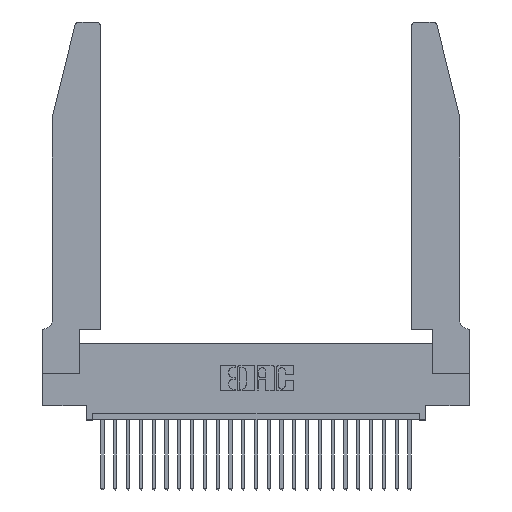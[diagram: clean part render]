
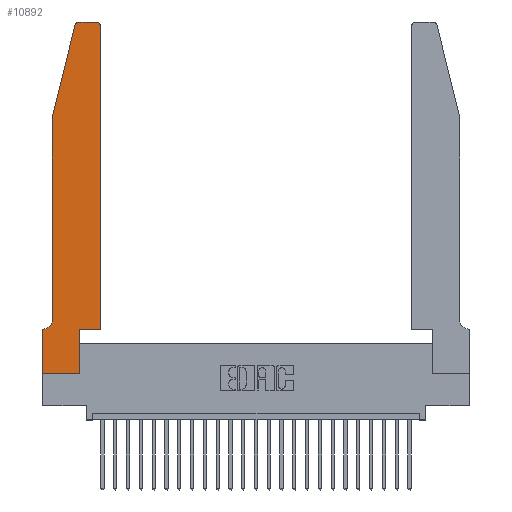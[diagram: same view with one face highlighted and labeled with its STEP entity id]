
A CAD part, top view. The second image highlights one B-rep face of the part: STEP entity #10892.
In plain terms, the highlighted planar face has unit normal (0, 0, 1).
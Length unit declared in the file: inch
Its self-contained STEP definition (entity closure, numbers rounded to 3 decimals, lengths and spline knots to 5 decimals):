
#368 = VERTEX_POINT ( 'NONE', #2564 ) ;
#369 = DIRECTION ( 'NONE',  ( 0., 0., 1. ) ) ;
#684 = CARTESIAN_POINT ( 'NONE',  ( 0., 0.35, 0.37 ) ) ;
#827 = CARTESIAN_POINT ( 'NONE',  ( 0.4505, 0.35, 0.37 ) ) ;
#1170 = VERTEX_POINT ( 'NONE', #18804 ) ;
#1291 = ORIENTED_EDGE ( 'NONE', *, *, #20918, .T. ) ;
#1667 = CARTESIAN_POINT ( 'NONE',  ( 0.0755, 2., 0.37 ) ) ;
#1898 = VERTEX_POINT ( 'NONE', #24953 ) ;
#2030 = CARTESIAN_POINT ( 'NONE',  ( 0.0755, 2., 0.37 ) ) ;
#2137 = CARTESIAN_POINT ( 'NONE',  ( 0., 0., 0.37 ) ) ;
#2564 = CARTESIAN_POINT ( 'NONE',  ( 0.2865, 0., 0.37 ) ) ;
#2862 = DIRECTION ( 'NONE',  ( 1., 0., 0. ) ) ;
#2939 = VERTEX_POINT ( 'NONE', #8126 ) ;
#3201 = EDGE_CURVE ( 'NONE', #2939, #23770, #10615, .T. ) ;
#3521 = EDGE_CURVE ( 'NONE', #4240, #9885, #22503, .T. ) ;
#3565 = CIRCLE ( 'NONE', #6025, 0.03 ) ;
#3734 = EDGE_CURVE ( 'NONE', #1170, #2939, #11820, .T. ) ;
#3929 = DIRECTION ( 'NONE',  ( -1., 0., 0. ) ) ;
#4155 = DIRECTION ( 'NONE',  ( 1., 0., 0. ) ) ;
#4240 = VERTEX_POINT ( 'NONE', #15016 ) ;
#5172 = ORIENTED_EDGE ( 'NONE', *, *, #14451, .T. ) ;
#5721 = VERTEX_POINT ( 'NONE', #21335 ) ;
#5796 = DIRECTION ( 'NONE',  ( 0., 0., -1. ) ) ;
#5913 = LINE ( 'NONE', #17826, #7153 ) ;
#6025 = AXIS2_PLACEMENT_3D ( 'NONE', #6201, #369, #7349 ) ;
#6201 = CARTESIAN_POINT ( 'NONE',  ( 0.284, 2.72, 0.37 ) ) ;
#6579 = AXIS2_PLACEMENT_3D ( 'NONE', #22184, #18330, #14022 ) ;
#7141 = LINE ( 'NONE', #24832, #11499 ) ;
#7153 = VECTOR ( 'NONE', #8098, 39.37008 ) ;
#7349 = DIRECTION ( 'NONE',  ( 1., 0., 0. ) ) ;
#7665 = CARTESIAN_POINT ( 'NONE',  ( 0.2605, 2.75, 0.37 ) ) ;
#8098 = DIRECTION ( 'NONE',  ( 0., 1., 0. ) ) ;
#8126 = CARTESIAN_POINT ( 'NONE',  ( 0.4205, 2.75, 0.37 ) ) ;
#8335 = EDGE_CURVE ( 'NONE', #22417, #368, #14024, .T. ) ;
#8736 = EDGE_CURVE ( 'NONE', #17887, #4240, #11808, .T. ) ;
#9417 = EDGE_CURVE ( 'NONE', #16693, #1170, #7141, .T. ) ;
#9885 = VERTEX_POINT ( 'NONE', #17941 ) ;
#10123 = ORIENTED_EDGE ( 'NONE', *, *, #21102, .T. ) ;
#10280 = ORIENTED_EDGE ( 'NONE', *, *, #3734, .T. ) ;
#10615 = LINE ( 'NONE', #7665, #20675 ) ;
#10892 = ADVANCED_FACE ( 'NONE', ( #15833 ), #16674, .T. ) ;
#10999 = DIRECTION ( 'NONE',  ( 0., 1., 0. ) ) ;
#11499 = VECTOR ( 'NONE', #10999, 39.37008 ) ;
#11772 = DIRECTION ( 'NONE',  ( -1., 0., 0. ) ) ;
#11808 = CIRCLE ( 'NONE', #21446, 0.07 ) ;
#11820 = CIRCLE ( 'NONE', #6579, 0.03 ) ;
#12602 = CARTESIAN_POINT ( 'NONE',  ( 0.25487, 2.72718, 0.37 ) ) ;
#12705 = DIRECTION ( 'NONE',  ( 0., 0., 1. ) ) ;
#12805 = CARTESIAN_POINT ( 'NONE',  ( 0.284, 2.75, 0.37 ) ) ;
#13051 = AXIS2_PLACEMENT_3D ( 'NONE', #684, #12705, #24533 ) ;
#13424 = VECTOR ( 'NONE', #17649, 39.37008 ) ;
#13744 = ORIENTED_EDGE ( 'NONE', *, *, #8335, .T. ) ;
#14022 = DIRECTION ( 'NONE',  ( 1., 0., 0. ) ) ;
#14024 = LINE ( 'NONE', #2137, #20021 ) ;
#14135 = EDGE_LOOP ( 'NONE', ( #24626, #1291, #16142, #5172, #20899, #14630, #23974, #13744, #10123, #20974, #17226, #10280 ) ) ;
#14451 = EDGE_CURVE ( 'NONE', #1898, #17887, #24044, .T. ) ;
#14630 = ORIENTED_EDGE ( 'NONE', *, *, #3521, .T. ) ;
#15016 = CARTESIAN_POINT ( 'NONE',  ( 0.0055, 0.35, 0.37 ) ) ;
#15307 = LINE ( 'NONE', #827, #17799 ) ;
#15833 = FACE_OUTER_BOUND ( 'NONE', #14135, .T. ) ;
#16063 = DIRECTION ( 'NONE',  ( 0., -1., 0. ) ) ;
#16142 = ORIENTED_EDGE ( 'NONE', *, *, #18352, .T. ) ;
#16218 = CARTESIAN_POINT ( 'NONE',  ( 0.0755, 0.42, 0.37 ) ) ;
#16674 = PLANE ( 'NONE',  #13051 ) ;
#16693 = VERTEX_POINT ( 'NONE', #25521 ) ;
#17226 = ORIENTED_EDGE ( 'NONE', *, *, #9417, .T. ) ;
#17373 = DIRECTION ( 'NONE',  ( 0., -1., 0. ) ) ;
#17649 = DIRECTION ( 'NONE',  ( -0.239, -0.971, 0. ) ) ;
#17799 = VECTOR ( 'NONE', #2862, 39.37008 ) ;
#17826 = CARTESIAN_POINT ( 'NONE',  ( 0.2865, 0.35, 0.37 ) ) ;
#17887 = VERTEX_POINT ( 'NONE', #16218 ) ;
#17941 = CARTESIAN_POINT ( 'NONE',  ( 0., 0.35, 0.37 ) ) ;
#18330 = DIRECTION ( 'NONE',  ( 0., 0., 1. ) ) ;
#18352 = EDGE_CURVE ( 'NONE', #20450, #1898, #21588, .T. ) ;
#18717 = EDGE_CURVE ( 'NONE', #5721, #16693, #15307, .T. ) ;
#18804 = CARTESIAN_POINT ( 'NONE',  ( 0.4505, 2.72, 0.37 ) ) ;
#19306 = CARTESIAN_POINT ( 'NONE',  ( 0., 0., 0.37 ) ) ;
#19919 = CARTESIAN_POINT ( 'NONE',  ( 0.0055, 0.42, 0.37 ) ) ;
#20021 = VECTOR ( 'NONE', #4155, 39.37008 ) ;
#20031 = VECTOR ( 'NONE', #16063, 39.37008 ) ;
#20340 = CARTESIAN_POINT ( 'NONE',  ( 0., 0., 0.37 ) ) ;
#20411 = EDGE_CURVE ( 'NONE', #9885, #22417, #25230, .T. ) ;
#20450 = VERTEX_POINT ( 'NONE', #12602 ) ;
#20675 = VECTOR ( 'NONE', #11772, 39.37008 ) ;
#20899 = ORIENTED_EDGE ( 'NONE', *, *, #8736, .T. ) ;
#20918 = EDGE_CURVE ( 'NONE', #23770, #20450, #3565, .T. ) ;
#20974 = ORIENTED_EDGE ( 'NONE', *, *, #18717, .T. ) ;
#21102 = EDGE_CURVE ( 'NONE', #368, #5721, #5913, .T. ) ;
#21335 = CARTESIAN_POINT ( 'NONE',  ( 0.2865, 0.35, 0.37 ) ) ;
#21446 = AXIS2_PLACEMENT_3D ( 'NONE', #19919, #5796, #3929 ) ;
#21588 = LINE ( 'NONE', #1667, #13424 ) ;
#22150 = DIRECTION ( 'NONE',  ( -1., 0., 0. ) ) ;
#22184 = CARTESIAN_POINT ( 'NONE',  ( 0.4205, 2.72, 0.37 ) ) ;
#22417 = VERTEX_POINT ( 'NONE', #20340 ) ;
#22503 = LINE ( 'NONE', #23994, #25313 ) ;
#23673 = VECTOR ( 'NONE', #17373, 39.37008 ) ;
#23770 = VERTEX_POINT ( 'NONE', #12805 ) ;
#23974 = ORIENTED_EDGE ( 'NONE', *, *, #20411, .T. ) ;
#23994 = CARTESIAN_POINT ( 'NONE',  ( 0.0755, 0.35, 0.37 ) ) ;
#24044 = LINE ( 'NONE', #2030, #20031 ) ;
#24533 = DIRECTION ( 'NONE',  ( 1., 0., 0. ) ) ;
#24626 = ORIENTED_EDGE ( 'NONE', *, *, #3201, .T. ) ;
#24832 = CARTESIAN_POINT ( 'NONE',  ( 0.4505, 0.35, 0.37 ) ) ;
#24953 = CARTESIAN_POINT ( 'NONE',  ( 0.0755, 2., 0.37 ) ) ;
#25230 = LINE ( 'NONE', #19306, #23673 ) ;
#25313 = VECTOR ( 'NONE', #22150, 39.37008 ) ;
#25521 = CARTESIAN_POINT ( 'NONE',  ( 0.4505, 0.35, 0.37 ) ) ;
